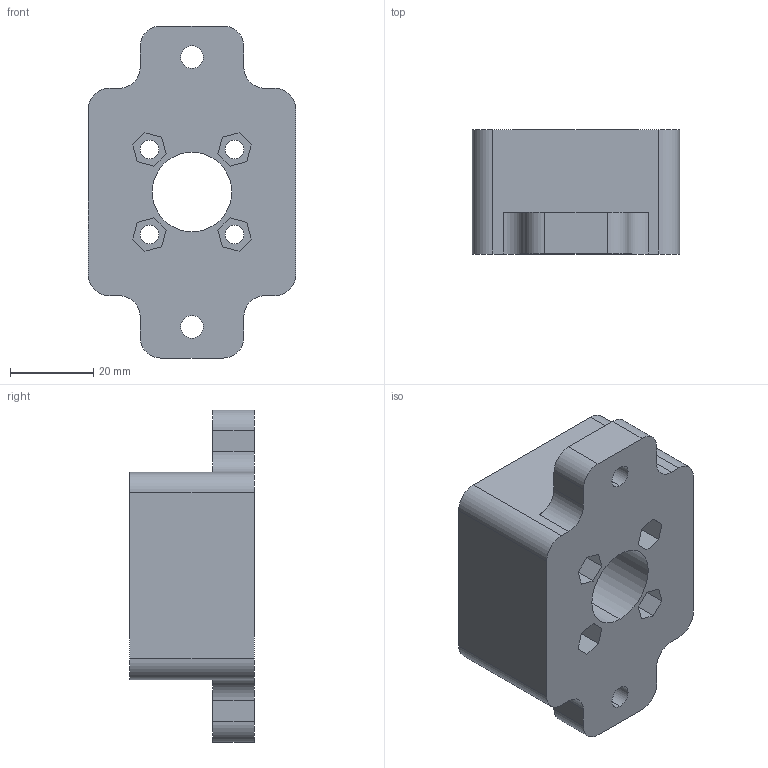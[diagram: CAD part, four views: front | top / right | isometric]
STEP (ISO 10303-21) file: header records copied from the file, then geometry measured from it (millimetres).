
FILE_DESCRIPTION (( 'STEP AP214' ), '1' );
FILE_NAME ('Straignt Bavel Support.STEP', '2021-11-14T13:46:26', ( '' ), ( '' ), 'SwSTEP 2.0', 'SolidWorks 2018', '' );
FILE_SCHEMA (( 'AUTOMOTIVE_DESIGN' ));
Length unit declared in the file: millimetre
Products named in the file (1): Straignt Bavel Support
Bounding box: 50 x 30 x 80 mm (x, y, z)
Volume: 64668.2 mm3; surface area: 16651.4 mm2
Topology: 1 solids, 1 shells, 79 faces, 210 edges, 140 vertices
Faces by surface type: plane 49, cylinder 30
Entity records: 2526 total; most frequent: DIRECTION 430, CARTESIAN_POINT 430, ORIENTED_EDGE 420, EDGE_CURVE 210, VECTOR 150, LINE 150, AXIS2_PLACEMENT_3D 140, VERTEX_POINT 140
